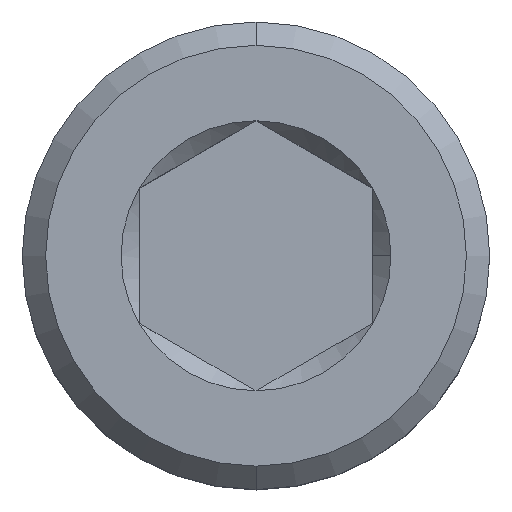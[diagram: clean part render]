
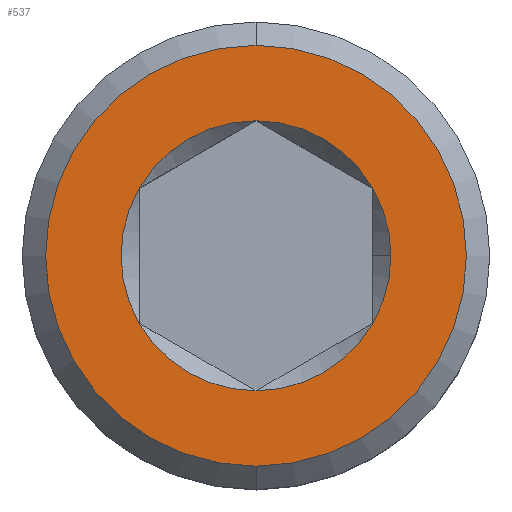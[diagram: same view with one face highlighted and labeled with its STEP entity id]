
A CAD part, top view. The second image highlights one B-rep face of the part: STEP entity #537.
In plain terms, the highlighted planar face has unit normal (0, 0, 1).
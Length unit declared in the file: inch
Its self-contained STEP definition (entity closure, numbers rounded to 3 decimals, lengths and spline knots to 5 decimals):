
#2 = CIRCLE ( 'NONE', #484, 0.09021 ) ;
#8 = ORIENTED_EDGE ( 'NONE', *, *, #335, .F. ) ;
#33 = DIRECTION ( 'NONE',  ( 1., 0., 0. ) ) ;
#58 = DIRECTION ( 'NONE',  ( 0., -1., 0. ) ) ;
#71 = VERTEX_POINT ( 'NONE', #191 ) ;
#80 = ORIENTED_EDGE ( 'NONE', *, *, #665, .F. ) ;
#88 = CARTESIAN_POINT ( 'NONE',  ( 0., 0., 0.19 ) ) ;
#89 = VERTEX_POINT ( 'NONE', #196 ) ;
#95 = AXIS2_PLACEMENT_3D ( 'NONE', #179, #295, #595 ) ;
#99 = CARTESIAN_POINT ( 'NONE',  ( 0., 0.14062, 0.19 ) ) ;
#115 = CARTESIAN_POINT ( 'NONE',  ( 0., -0.09021, 0.19 ) ) ;
#118 = DIRECTION ( 'NONE',  ( 0., 0., 1. ) ) ;
#123 = VERTEX_POINT ( 'NONE', #374 ) ;
#125 = DIRECTION ( 'NONE',  ( 1., 0., 0. ) ) ;
#136 = AXIS2_PLACEMENT_3D ( 'NONE', #215, #271, #331 ) ;
#145 = EDGE_LOOP ( 'NONE', ( #555, #195, #261, #384, #333, #80, #8 ) ) ;
#156 = DIRECTION ( 'NONE',  ( 1., 0., 0. ) ) ;
#157 = CIRCLE ( 'NONE', #136, 0.14062 ) ;
#179 = CARTESIAN_POINT ( 'NONE',  ( 0., 0., 0.19 ) ) ;
#191 = CARTESIAN_POINT ( 'NONE',  ( 0., 0.14062, 0.19 ) ) ;
#195 = ORIENTED_EDGE ( 'NONE', *, *, #283, .F. ) ;
#196 = CARTESIAN_POINT ( 'NONE',  ( 0.07812, 0.04511, 0.19 ) ) ;
#203 = CIRCLE ( 'NONE', #254, 0.09021 ) ;
#214 = DIRECTION ( 'NONE',  ( 1., 0., 0. ) ) ;
#215 = CARTESIAN_POINT ( 'NONE',  ( 0., 0., 0.19 ) ) ;
#219 = CARTESIAN_POINT ( 'NONE',  ( 0., 0., 0.19 ) ) ;
#220 = CIRCLE ( 'NONE', #638, 0.09021 ) ;
#254 = AXIS2_PLACEMENT_3D ( 'NONE', #517, #570, #156 ) ;
#261 = ORIENTED_EDGE ( 'NONE', *, *, #498, .F. ) ;
#271 = DIRECTION ( 'NONE',  ( 0., 0., 1. ) ) ;
#280 = CIRCLE ( 'NONE', #631, 0.09021 ) ;
#283 = EDGE_CURVE ( 'NONE', #688, #123, #653, .T. ) ;
#295 = DIRECTION ( 'NONE',  ( 0., 0., 1. ) ) ;
#304 = CARTESIAN_POINT ( 'NONE',  ( 0., 0., 0.19 ) ) ;
#324 = EDGE_CURVE ( 'NONE', #71, #573, #400, .T. ) ;
#331 = DIRECTION ( 'NONE',  ( 0., -1., 0. ) ) ;
#333 = ORIENTED_EDGE ( 'NONE', *, *, #474, .F. ) ;
#335 = EDGE_CURVE ( 'NONE', #552, #379, #409, .T. ) ;
#337 = DIRECTION ( 'NONE',  ( 1., 0., 0. ) ) ;
#346 = DIRECTION ( 'NONE',  ( 0., 1., 0. ) ) ;
#352 = CARTESIAN_POINT ( 'NONE',  ( 0.07813, -0.04511, 0.19 ) ) ;
#360 = DIRECTION ( 'NONE',  ( 0., 0., 1. ) ) ;
#374 = CARTESIAN_POINT ( 'NONE',  ( -0.07813, 0.04511, 0.19 ) ) ;
#379 = VERTEX_POINT ( 'NONE', #115 ) ;
#381 = CARTESIAN_POINT ( 'NONE',  ( 0., 0., 0.19 ) ) ;
#384 = ORIENTED_EDGE ( 'NONE', *, *, #664, .F. ) ;
#391 = DIRECTION ( 'NONE',  ( 0., 0., 1. ) ) ;
#396 = DIRECTION ( 'NONE',  ( 0., 0., -1. ) ) ;
#400 = CIRCLE ( 'NONE', #432, 0.14062 ) ;
#407 = VERTEX_POINT ( 'NONE', #352 ) ;
#409 = CIRCLE ( 'NONE', #95, 0.09021 ) ;
#416 = CARTESIAN_POINT ( 'NONE',  ( 0., 0., 0.19 ) ) ;
#432 = AXIS2_PLACEMENT_3D ( 'NONE', #304, #360, #58 ) ;
#461 = EDGE_CURVE ( 'NONE', #123, #552, #203, .T. ) ;
#474 = EDGE_CURVE ( 'NONE', #407, #679, #2, .T. ) ;
#480 = FACE_BOUND ( 'NONE', #145, .T. ) ;
#484 = AXIS2_PLACEMENT_3D ( 'NONE', #88, #577, #575 ) ;
#498 = EDGE_CURVE ( 'NONE', #89, #688, #220, .T. ) ;
#515 = CARTESIAN_POINT ( 'NONE',  ( 0., 0.09021, 0.19 ) ) ;
#517 = CARTESIAN_POINT ( 'NONE',  ( 0., 0., 0.19 ) ) ;
#521 = DIRECTION ( 'NONE',  ( 0., 0., 1. ) ) ;
#527 = CIRCLE ( 'NONE', #590, 0.09021 ) ;
#537 = ADVANCED_FACE ( 'NONE', ( #480, #587 ), #714, .F. ) ;
#552 = VERTEX_POINT ( 'NONE', #762 ) ;
#555 = ORIENTED_EDGE ( 'NONE', *, *, #461, .F. ) ;
#568 = CARTESIAN_POINT ( 'NONE',  ( 0.09021, 0., 0.19 ) ) ;
#570 = DIRECTION ( 'NONE',  ( 0., 0., 1. ) ) ;
#573 = VERTEX_POINT ( 'NONE', #771 ) ;
#575 = DIRECTION ( 'NONE',  ( 1., 0., 0. ) ) ;
#576 = AXIS2_PLACEMENT_3D ( 'NONE', #99, #396, #346 ) ;
#577 = DIRECTION ( 'NONE',  ( 0., 0., 1. ) ) ;
#579 = CARTESIAN_POINT ( 'NONE',  ( 0., 0., 0.19 ) ) ;
#584 = ORIENTED_EDGE ( 'NONE', *, *, #764, .T. ) ;
#587 = FACE_OUTER_BOUND ( 'NONE', #769, .T. ) ;
#590 = AXIS2_PLACEMENT_3D ( 'NONE', #219, #700, #337 ) ;
#595 = DIRECTION ( 'NONE',  ( 1., 0., 0. ) ) ;
#631 = AXIS2_PLACEMENT_3D ( 'NONE', #579, #391, #33 ) ;
#638 = AXIS2_PLACEMENT_3D ( 'NONE', #381, #521, #214 ) ;
#653 = CIRCLE ( 'NONE', #690, 0.09021 ) ;
#664 = EDGE_CURVE ( 'NONE', #679, #89, #527, .T. ) ;
#665 = EDGE_CURVE ( 'NONE', #379, #407, #280, .T. ) ;
#677 = ORIENTED_EDGE ( 'NONE', *, *, #324, .T. ) ;
#679 = VERTEX_POINT ( 'NONE', #568 ) ;
#688 = VERTEX_POINT ( 'NONE', #515 ) ;
#690 = AXIS2_PLACEMENT_3D ( 'NONE', #416, #118, #125 ) ;
#700 = DIRECTION ( 'NONE',  ( 0., 0., 1. ) ) ;
#714 = PLANE ( 'NONE',  #576 ) ;
#762 = CARTESIAN_POINT ( 'NONE',  ( -0.07812, -0.04511, 0.19 ) ) ;
#764 = EDGE_CURVE ( 'NONE', #573, #71, #157, .T. ) ;
#769 = EDGE_LOOP ( 'NONE', ( #677, #584 ) ) ;
#771 = CARTESIAN_POINT ( 'NONE',  ( 0., -0.14063, 0.19 ) ) ;
